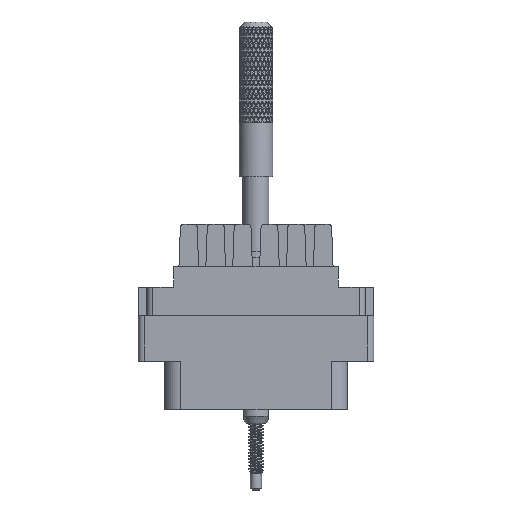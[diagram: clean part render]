
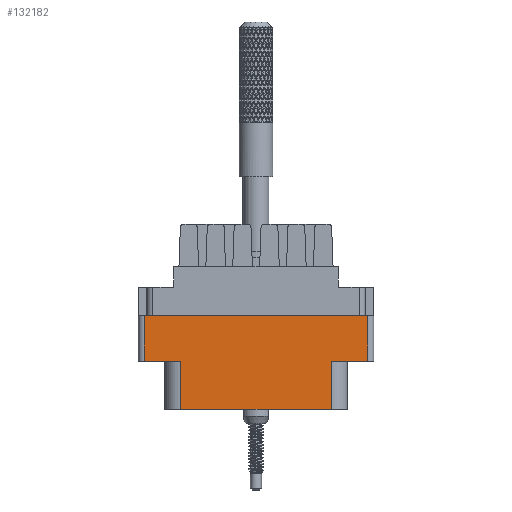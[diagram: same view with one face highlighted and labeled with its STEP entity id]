
A CAD part, front view. The second image highlights one B-rep face of the part: STEP entity #132182.
In plain terms, the highlighted planar face has unit normal (0, -1, 0).
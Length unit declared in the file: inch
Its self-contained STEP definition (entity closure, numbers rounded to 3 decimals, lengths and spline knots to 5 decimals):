
#3494 = AXIS2_PLACEMENT_3D ( 'NONE', #166329, #49529, #179675 ) ;
#5893 = VECTOR ( 'NONE', #12652, 39.37008 ) ;
#10102 = EDGE_CURVE ( 'NONE', #135959, #162192, #117831, .T. ) ;
#10746 = CARTESIAN_POINT ( 'NONE',  ( 0., -0.343, -0.274 ) ) ;
#12652 = DIRECTION ( 'NONE',  ( 0., 0., 1. ) ) ;
#17678 = ORIENTED_EDGE ( 'NONE', *, *, #34441, .T. ) ;
#25069 = DIRECTION ( 'NONE',  ( 0., 0., -1. ) ) ;
#30784 = CARTESIAN_POINT ( 'NONE',  ( 0.624, -0.343, -0.529 ) ) ;
#31657 = ORIENTED_EDGE ( 'NONE', *, *, #159606, .T. ) ;
#34441 = EDGE_CURVE ( 'NONE', #106343, #36660, #97238, .T. ) ;
#35558 = DIRECTION ( 'NONE',  ( 0., 0., -1. ) ) ;
#36660 = VERTEX_POINT ( 'NONE', #152676 ) ;
#41037 = DIRECTION ( 'NONE',  ( 1., 0., 0. ) ) ;
#45326 = EDGE_CURVE ( 'NONE', #135959, #102181, #166507, .T. ) ;
#49529 = DIRECTION ( 'NONE',  ( 0., -1., 0. ) ) ;
#51573 = CARTESIAN_POINT ( 'NONE',  ( 0., -0.343, -0.529 ) ) ;
#56831 = CARTESIAN_POINT ( 'NONE',  ( -0.656, -0.343, -0.798 ) ) ;
#59079 = CARTESIAN_POINT ( 'NONE',  ( 0.42052, -0.343, -0.798 ) ) ;
#60857 = VECTOR ( 'NONE', #115689, 39.37008 ) ;
#60944 = EDGE_CURVE ( 'NONE', #106343, #162192, #67724, .T. ) ;
#61105 = ORIENTED_EDGE ( 'NONE', *, *, #10102, .T. ) ;
#66881 = CARTESIAN_POINT ( 'NONE',  ( -0.42052, -0.343, -0.798 ) ) ;
#67724 = LINE ( 'NONE', #10746, #163093 ) ;
#67779 = CARTESIAN_POINT ( 'NONE',  ( 0.42052, -0.343, -0.529 ) ) ;
#68700 = LINE ( 'NONE', #67779, #5893 ) ;
#73203 = DIRECTION ( 'NONE',  ( 0., 0., 1. ) ) ;
#74148 = CARTESIAN_POINT ( 'NONE',  ( 0.624, -0.343, -0.798 ) ) ;
#79273 = LINE ( 'NONE', #66881, #127918 ) ;
#83037 = VECTOR ( 'NONE', #25069, 39.37008 ) ;
#84304 = VERTEX_POINT ( 'NONE', #163803 ) ;
#85657 = CARTESIAN_POINT ( 'NONE',  ( 0., -0.343, -0.529 ) ) ;
#91327 = CARTESIAN_POINT ( 'NONE',  ( 0.624, -0.343, -0.274 ) ) ;
#96493 = CARTESIAN_POINT ( 'NONE',  ( -0.42052, -0.343, -0.529 ) ) ;
#97238 = LINE ( 'NONE', #155151, #83037 ) ;
#102181 = VERTEX_POINT ( 'NONE', #183703 ) ;
#106343 = VERTEX_POINT ( 'NONE', #138049 ) ;
#114136 = LINE ( 'NONE', #85657, #127916 ) ;
#115689 = DIRECTION ( 'NONE',  ( 1., 0., 0. ) ) ;
#117831 = LINE ( 'NONE', #74148, #169375 ) ;
#121711 = FACE_OUTER_BOUND ( 'NONE', #141392, .T. ) ;
#125629 = DIRECTION ( 'NONE',  ( 1., 0., 0. ) ) ;
#127916 = VECTOR ( 'NONE', #41037, 39.37008 ) ;
#127918 = VECTOR ( 'NONE', #35558, 39.37008 ) ;
#129730 = ORIENTED_EDGE ( 'NONE', *, *, #151630, .T. ) ;
#132182 = ADVANCED_FACE ( 'NONE', ( #121711 ), #165400, .T. ) ;
#132327 = ORIENTED_EDGE ( 'NONE', *, *, #60944, .F. ) ;
#134086 = EDGE_CURVE ( 'NONE', #36660, #160505, #114136, .T. ) ;
#135959 = VERTEX_POINT ( 'NONE', #30784 ) ;
#136134 = VERTEX_POINT ( 'NONE', #59079 ) ;
#138049 = CARTESIAN_POINT ( 'NONE',  ( -0.624, -0.343, -0.274 ) ) ;
#140216 = VECTOR ( 'NONE', #169317, 39.37008 ) ;
#141392 = EDGE_LOOP ( 'NONE', ( #132327, #17678, #169968, #129730, #31657, #171917, #151946, #61105 ) ) ;
#151630 = EDGE_CURVE ( 'NONE', #160505, #84304, #79273, .T. ) ;
#151946 = ORIENTED_EDGE ( 'NONE', *, *, #45326, .F. ) ;
#152676 = CARTESIAN_POINT ( 'NONE',  ( -0.624, -0.343, -0.529 ) ) ;
#155151 = CARTESIAN_POINT ( 'NONE',  ( -0.624, -0.343, -0.798 ) ) ;
#159606 = EDGE_CURVE ( 'NONE', #84304, #136134, #160284, .T. ) ;
#160284 = LINE ( 'NONE', #56831, #60857 ) ;
#160505 = VERTEX_POINT ( 'NONE', #96493 ) ;
#162192 = VERTEX_POINT ( 'NONE', #91327 ) ;
#163093 = VECTOR ( 'NONE', #125629, 39.37008 ) ;
#163803 = CARTESIAN_POINT ( 'NONE',  ( -0.42052, -0.343, -0.798 ) ) ;
#165400 = PLANE ( 'NONE',  #3494 ) ;
#166329 = CARTESIAN_POINT ( 'NONE',  ( -0.656, -0.343, -0.798 ) ) ;
#166507 = LINE ( 'NONE', #51573, #140216 ) ;
#169317 = DIRECTION ( 'NONE',  ( -1., 0., 0. ) ) ;
#169375 = VECTOR ( 'NONE', #73203, 39.37008 ) ;
#169968 = ORIENTED_EDGE ( 'NONE', *, *, #134086, .T. ) ;
#171803 = EDGE_CURVE ( 'NONE', #136134, #102181, #68700, .T. ) ;
#171917 = ORIENTED_EDGE ( 'NONE', *, *, #171803, .T. ) ;
#179675 = DIRECTION ( 'NONE',  ( 0., 0., -1. ) ) ;
#183703 = CARTESIAN_POINT ( 'NONE',  ( 0.42052, -0.343, -0.529 ) ) ;
